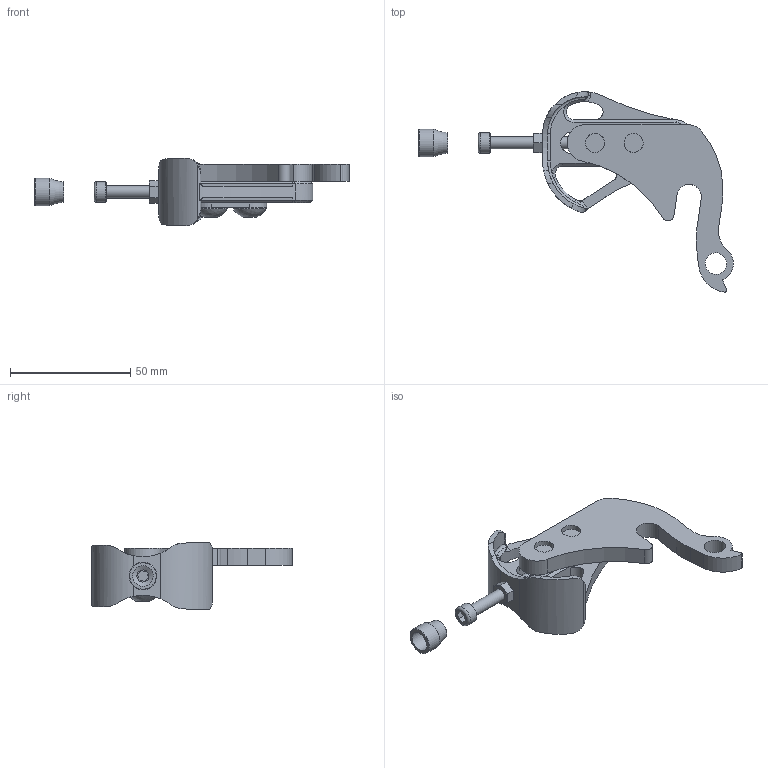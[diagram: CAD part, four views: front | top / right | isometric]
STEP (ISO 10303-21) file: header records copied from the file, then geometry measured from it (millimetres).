
FILE_DESCRIPTION (( 'STEP AP214' ), '1' );
FILE_NAME ('DR4006 flange.STEP', '2013-09-10T21:48:29', ( '' ), ( '' ), 'SwSTEP 2.0', 'SolidWorks 2012', '' );
FILE_SCHEMA (( 'AUTOMOTIVE_DESIGN' ));
Length unit declared in the file: inch
Products named in the file (8): MS2016; DS0001; DR4006; MS5001; MS1013; MS2013; DR4006 flange; MS2012
Assembly tree (8 placements, depth 2):
  DR4006 flange
    MS1013
    MS2012  x2
    MS2013
    MS2016
    MS5001
    DR4006
    DS0001
Bounding box: 130.59 x 83.19 x 27.85 mm (x, y, z)
Volume: 29972.2 mm3; surface area: 18790 mm2
Topology: 8 solids, 8 shells, 212 faces, 541 edges, 346 vertices
Faces by surface type: cylinder 81, plane 79, cone 20, bspline 17, torus 13, sphere 2
Full cylindrical faces by diameter (mm): 4.216 x1, 5 x3, 7.925 x2, 8 x2, 8.3 x2, 8.5 x2, 8.89 x1, 11.4 x1, 13.7 x2
Entity records: 7976 total; most frequent: CARTESIAN_POINT 3149, ORIENTED_EDGE 972, DIRECTION 828, EDGE_CURVE 486, AXIS2_PLACEMENT_3D 327, VERTEX_POINT 324, EDGE_LOOP 246, FACE_OUTER_BOUND 220
